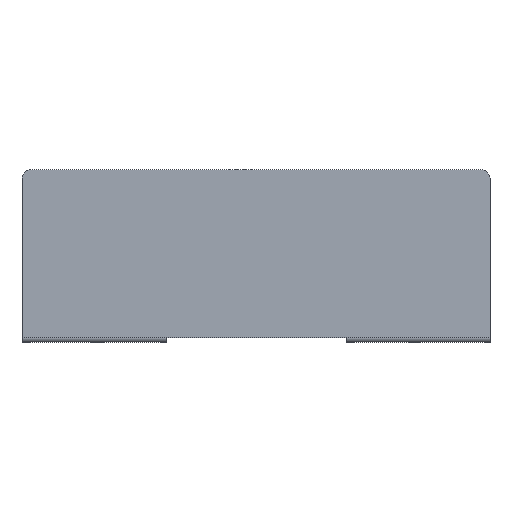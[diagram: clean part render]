
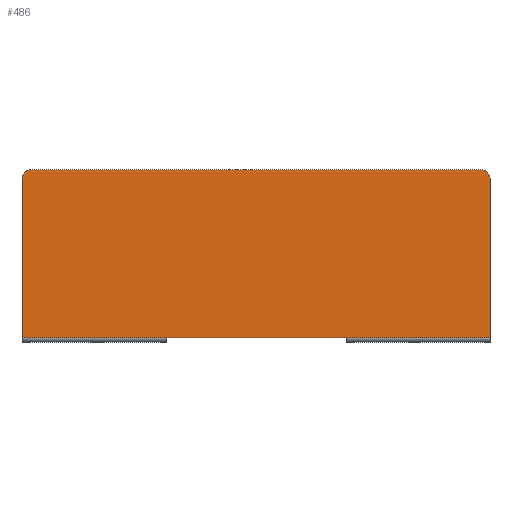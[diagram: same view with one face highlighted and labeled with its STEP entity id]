
A CAD part, top view. The second image highlights one B-rep face of the part: STEP entity #486.
In plain terms, the highlighted planar face has unit normal (0, 0, 1).
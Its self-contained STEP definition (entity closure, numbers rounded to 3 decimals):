
#32=PLANE('',#550);
#58=FACE_OUTER_BOUND('',#88,.T.);
#88=EDGE_LOOP('',(#441,#442,#443,#444,#445,#446,#447,#448));
#95=LINE('',#720,#139);
#124=LINE('',#810,#168);
#126=LINE('',#818,#170);
#127=LINE('',#821,#171);
#130=LINE('',#830,#174);
#132=LINE('',#834,#176);
#139=VECTOR('',#571,10.);
#168=VECTOR('',#658,10.);
#170=VECTOR('',#668,10.);
#171=VECTOR('',#673,10.);
#174=VECTOR('',#688,10.);
#176=VECTOR('',#694,10.);
#177=CIRCLE('',#502,5.);
#198=CIRCLE('',#538,5.);
#201=VERTEX_POINT('',#699);
#202=VERTEX_POINT('',#700);
#210=VERTEX_POINT('',#718);
#226=VERTEX_POINT('',#765);
#241=VERTEX_POINT('',#807);
#242=VERTEX_POINT('',#809);
#243=VERTEX_POINT('',#813);
#244=VERTEX_POINT('',#817);
#245=EDGE_CURVE('',#201,#202,#177,.T.);
#255=EDGE_CURVE('',#201,#210,#95,.T.);
#300=EDGE_CURVE('',#242,#241,#124,.T.);
#302=EDGE_CURVE('',#243,#241,#198,.T.);
#304=EDGE_CURVE('',#242,#244,#126,.T.);
#306=EDGE_CURVE('',#226,#210,#127,.T.);
#310=EDGE_CURVE('',#226,#244,#130,.T.);
#312=EDGE_CURVE('',#243,#202,#132,.T.);
#441=ORIENTED_EDGE('',*,*,#245,.F.);
#442=ORIENTED_EDGE('',*,*,#255,.T.);
#443=ORIENTED_EDGE('',*,*,#306,.F.);
#444=ORIENTED_EDGE('',*,*,#310,.T.);
#445=ORIENTED_EDGE('',*,*,#304,.F.);
#446=ORIENTED_EDGE('',*,*,#300,.T.);
#447=ORIENTED_EDGE('',*,*,#302,.F.);
#448=ORIENTED_EDGE('',*,*,#312,.T.);
#486=ADVANCED_FACE('',(#58),#32,.T.);
#502=AXIS2_PLACEMENT_3D('',#701,#555,#556);
#538=AXIS2_PLACEMENT_3D('',#814,#663,#664);
#550=AXIS2_PLACEMENT_3D('',#835,#695,#696);
#555=DIRECTION('center_axis',(0.,0.,-1.));
#556=DIRECTION('ref_axis',(-0.707,0.707,0.));
#571=DIRECTION('',(0.,-1.,0.));
#658=DIRECTION('',(0.,1.,0.));
#663=DIRECTION('center_axis',(0.,0.,-1.));
#664=DIRECTION('ref_axis',(0.707,0.707,0.));
#668=DIRECTION('',(-1.,0.,0.));
#673=DIRECTION('',(-1.,0.,0.));
#688=DIRECTION('',(1.,0.,0.));
#694=DIRECTION('',(-1.,0.,0.));
#695=DIRECTION('center_axis',(0.,0.,1.));
#696=DIRECTION('ref_axis',(1.,0.,0.));
#699=CARTESIAN_POINT('',(0.,91.,1.5));
#700=CARTESIAN_POINT('',(5.,96.,1.5));
#701=CARTESIAN_POINT('Origin',(5.,91.,1.5));
#718=CARTESIAN_POINT('',(0.,2.5,1.5));
#720=CARTESIAN_POINT('',(0.,96.,1.5));
#765=CARTESIAN_POINT('',(80.,2.5,1.5));
#807=CARTESIAN_POINT('',(260.,91.,1.5));
#809=CARTESIAN_POINT('',(260.,2.5,1.5));
#810=CARTESIAN_POINT('',(260.,0.,1.5));
#813=CARTESIAN_POINT('',(255.,96.,1.5));
#814=CARTESIAN_POINT('Origin',(255.,91.,1.5));
#817=CARTESIAN_POINT('',(180.,2.5,1.5));
#818=CARTESIAN_POINT('',(65.,2.5,1.5));
#821=CARTESIAN_POINT('',(65.,2.5,1.5));
#830=CARTESIAN_POINT('',(155.,2.5,1.5));
#834=CARTESIAN_POINT('',(260.,96.,1.5));
#835=CARTESIAN_POINT('Origin',(130.,48.,1.5));
